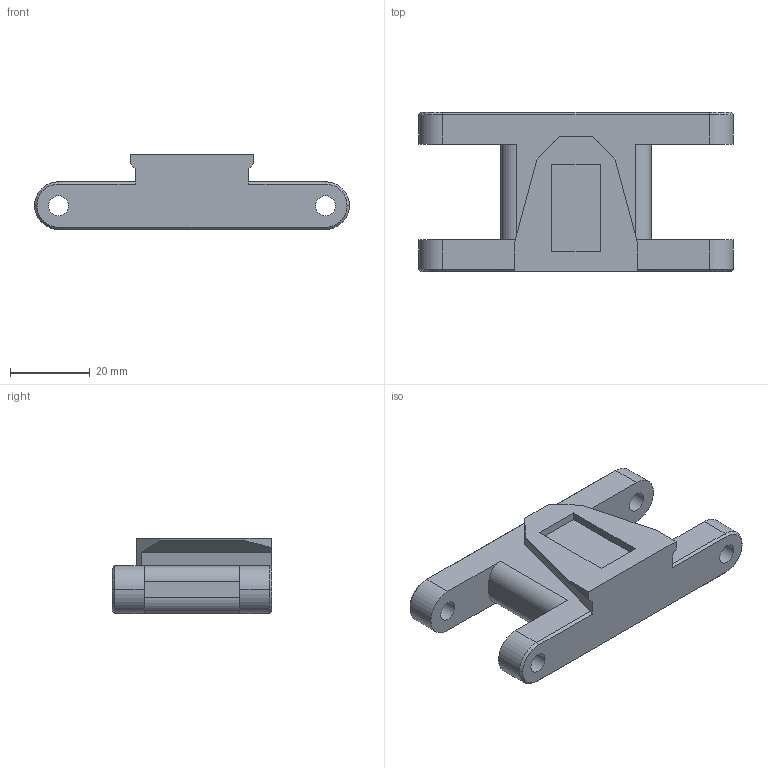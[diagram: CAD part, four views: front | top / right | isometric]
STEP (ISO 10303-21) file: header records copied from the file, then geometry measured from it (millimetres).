
FILE_DESCRIPTION(('HOOPS Exchange Step'),'2;1');
FILE_NAME('temp_export','2024-01-25T21:58:58+09:00',('mobile'),('Shapr3D Limited'),'HOOPS Exchange 2023.2','Shapr3D','Authorized');
FILE_SCHEMA( ('AUTOMOTIVE_DESIGN { 1 0 10303 214 1 1 1 1 }') );
Length unit declared in the file: millimetre
Products named in the file (1): Arm_dual
Bounding box: 79 x 40 x 18.85 mm (x, y, z)
Volume: 28519.2 mm3; surface area: 9408.3 mm2
Topology: 1 solids, 1 shells, 96 faces, 258 edges, 170 vertices
Faces by surface type: plane 61, cylinder 24, cone 8, bspline 2, torus 1
Full cylindrical faces by diameter (mm): 5 x4
Entity records: 4139 total; most frequent: CARTESIAN_POINT 1645, ORIENTED_EDGE 516, DIRECTION 503, EDGE_CURVE 258, VECTOR 187, LINE 187, VERTEX_POINT 170, AXIS2_PLACEMENT_3D 158
